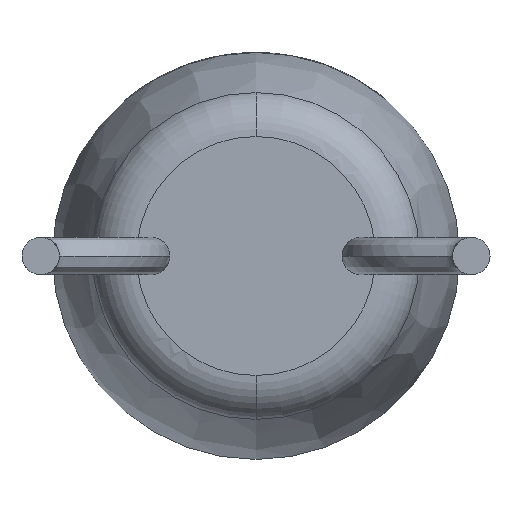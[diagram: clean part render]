
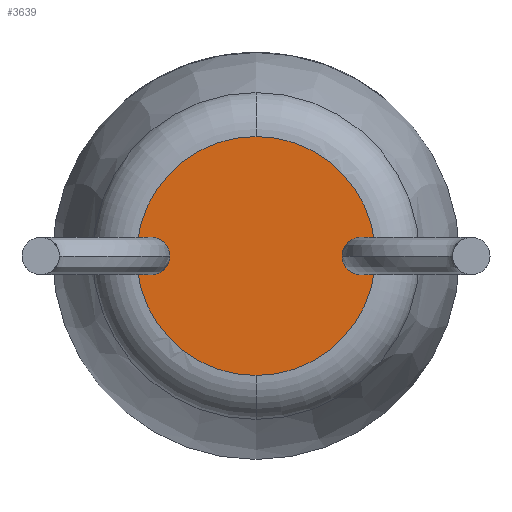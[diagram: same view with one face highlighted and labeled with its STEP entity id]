
A CAD part, front view. The second image highlights one B-rep face of the part: STEP entity #3639.
In plain terms, the highlighted planar face has unit normal (0, -1, 0).
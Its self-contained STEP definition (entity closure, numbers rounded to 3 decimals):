
#5 = AXIS2_PLACEMENT_3D ( 'NONE', #1757, #668, #2542 ) ;
#24 = EDGE_CURVE ( 'NONE', #2348, #2731, #4557, .T. ) ;
#108 = CIRCLE ( 'NONE', #701, 0.275 ) ;
#142 = CIRCLE ( 'NONE', #3736, 0.275 ) ;
#194 = ORIENTED_EDGE ( 'NONE', *, *, #24, .T. ) ;
#293 = DIRECTION ( 'NONE',  ( 0., -1., 0. ) ) ;
#364 = CIRCLE ( 'NONE', #4273, 0.275 ) ;
#380 = CARTESIAN_POINT ( 'NONE',  ( 0., 0., 0. ) ) ;
#449 = CARTESIAN_POINT ( 'NONE',  ( 1.752, 0., 0.183 ) ) ;
#481 = AXIS2_PLACEMENT_3D ( 'NONE', #4081, #3391, #1164 ) ;
#593 = ORIENTED_EDGE ( 'NONE', *, *, #1790, .F. ) ;
#647 = FACE_OUTER_BOUND ( 'NONE', #3102, .T. ) ;
#652 = CIRCLE ( 'NONE', #2201, 0.275 ) ;
#668 = DIRECTION ( 'NONE',  ( 0., -1., 0. ) ) ;
#687 = CARTESIAN_POINT ( 'NONE',  ( 0., 0., 1.762 ) ) ;
#701 = AXIS2_PLACEMENT_3D ( 'NONE', #3082, #3449, #2346 ) ;
#712 = ORIENTED_EDGE ( 'NONE', *, *, #991, .T. ) ;
#754 = ORIENTED_EDGE ( 'NONE', *, *, #3753, .F. ) ;
#991 = EDGE_CURVE ( 'NONE', #2383, #1753, #3978, .T. ) ;
#1012 = ORIENTED_EDGE ( 'NONE', *, *, #3964, .F. ) ;
#1027 = AXIS2_PLACEMENT_3D ( 'NONE', #4257, #293, #2116 ) ;
#1124 = VERTEX_POINT ( 'NONE', #4428 ) ;
#1164 = DIRECTION ( 'NONE',  ( 0., 0., 1. ) ) ;
#1170 = DIRECTION ( 'NONE',  ( 0., -1., 0. ) ) ;
#1233 = ORIENTED_EDGE ( 'NONE', *, *, #2222, .T. ) ;
#1292 = VERTEX_POINT ( 'NONE', #2173 ) ;
#1395 = CARTESIAN_POINT ( 'NONE',  ( 0., 0., 0. ) ) ;
#1477 = PLANE ( 'NONE',  #4435 ) ;
#1492 = DIRECTION ( 'NONE',  ( 0., 0., -1. ) ) ;
#1598 = VERTEX_POINT ( 'NONE', #1665 ) ;
#1634 = ORIENTED_EDGE ( 'NONE', *, *, #2824, .T. ) ;
#1665 = CARTESIAN_POINT ( 'NONE',  ( -1.547, 0., 0.275 ) ) ;
#1728 = CIRCLE ( 'NONE', #3879, 0.275 ) ;
#1753 = VERTEX_POINT ( 'NONE', #2241 ) ;
#1757 = CARTESIAN_POINT ( 'NONE',  ( 0., 0., 0. ) ) ;
#1790 = EDGE_CURVE ( 'NONE', #3958, #1598, #142, .T. ) ;
#1840 = CARTESIAN_POINT ( 'NONE',  ( 1.547, 0., 0.275 ) ) ;
#1931 = CIRCLE ( 'NONE', #4398, 1.762 ) ;
#1972 = CARTESIAN_POINT ( 'NONE',  ( 1.547, 0., 0. ) ) ;
#2009 = CARTESIAN_POINT ( 'NONE',  ( -1.547, 0., -0.275 ) ) ;
#2063 = EDGE_CURVE ( 'NONE', #3035, #2383, #1931, .T. ) ;
#2099 = CARTESIAN_POINT ( 'NONE',  ( -1.752, 0., -0.183 ) ) ;
#2116 = DIRECTION ( 'NONE',  ( 0., 0., 1. ) ) ;
#2162 = ORIENTED_EDGE ( 'NONE', *, *, #3050, .T. ) ;
#2163 = DIRECTION ( 'NONE',  ( 0., 0., 1. ) ) ;
#2173 = CARTESIAN_POINT ( 'NONE',  ( 1.547, 0., -0.275 ) ) ;
#2201 = AXIS2_PLACEMENT_3D ( 'NONE', #4388, #3313, #1492 ) ;
#2222 = EDGE_CURVE ( 'NONE', #1124, #1292, #364, .T. ) ;
#2241 = CARTESIAN_POINT ( 'NONE',  ( -1.752, 0., 0.183 ) ) ;
#2346 = DIRECTION ( 'NONE',  ( 0., 0., -1. ) ) ;
#2348 = VERTEX_POINT ( 'NONE', #2099 ) ;
#2383 = VERTEX_POINT ( 'NONE', #687 ) ;
#2403 = CARTESIAN_POINT ( 'NONE',  ( 1.547, 0., 0. ) ) ;
#2407 = DIRECTION ( 'NONE',  ( 0., -1., 0. ) ) ;
#2500 = ORIENTED_EDGE ( 'NONE', *, *, #3811, .T. ) ;
#2533 = DIRECTION ( 'NONE',  ( 0., -1., 0. ) ) ;
#2542 = DIRECTION ( 'NONE',  ( 0., 0., 1. ) ) ;
#2613 = DIRECTION ( 'NONE',  ( 0., 1., 0. ) ) ;
#2666 = CARTESIAN_POINT ( 'NONE',  ( -1.547, 0., 0. ) ) ;
#2692 = CIRCLE ( 'NONE', #5, 1.762 ) ;
#2731 = VERTEX_POINT ( 'NONE', #2810 ) ;
#2755 = AXIS2_PLACEMENT_3D ( 'NONE', #2666, #1170, #4449 ) ;
#2810 = CARTESIAN_POINT ( 'NONE',  ( 0., 0., -1.762 ) ) ;
#2824 = EDGE_CURVE ( 'NONE', #2731, #1124, #2692, .T. ) ;
#3035 = VERTEX_POINT ( 'NONE', #449 ) ;
#3050 = EDGE_CURVE ( 'NONE', #3647, #3035, #652, .T. ) ;
#3082 = CARTESIAN_POINT ( 'NONE',  ( -1.547, 0., 0. ) ) ;
#3102 = EDGE_LOOP ( 'NONE', ( #194, #1634, #1233, #2500, #2162, #3239, #712, #1012, #593, #754 ) ) ;
#3239 = ORIENTED_EDGE ( 'NONE', *, *, #2063, .T. ) ;
#3313 = DIRECTION ( 'NONE',  ( 0., 1., 0. ) ) ;
#3391 = DIRECTION ( 'NONE',  ( 0., -1., 0. ) ) ;
#3449 = DIRECTION ( 'NONE',  ( 0., -1., 0. ) ) ;
#3544 = CIRCLE ( 'NONE', #2755, 0.275 ) ;
#3639 = ADVANCED_FACE ( 'NONE', ( #647 ), #1477, .F. ) ;
#3647 = VERTEX_POINT ( 'NONE', #1840 ) ;
#3736 = AXIS2_PLACEMENT_3D ( 'NONE', #3895, #2407, #4624 ) ;
#3753 = EDGE_CURVE ( 'NONE', #2348, #3958, #3544, .T. ) ;
#3811 = EDGE_CURVE ( 'NONE', #1292, #3647, #1728, .T. ) ;
#3879 = AXIS2_PLACEMENT_3D ( 'NONE', #1972, #4137, #4491 ) ;
#3880 = DIRECTION ( 'NONE',  ( 0., 0., -1. ) ) ;
#3895 = CARTESIAN_POINT ( 'NONE',  ( -1.547, 0., 0. ) ) ;
#3958 = VERTEX_POINT ( 'NONE', #2009 ) ;
#3964 = EDGE_CURVE ( 'NONE', #1598, #1753, #108, .T. ) ;
#3978 = CIRCLE ( 'NONE', #481, 1.762 ) ;
#4016 = DIRECTION ( 'NONE',  ( 0., 0., 1. ) ) ;
#4081 = CARTESIAN_POINT ( 'NONE',  ( 0., 0., 0. ) ) ;
#4137 = DIRECTION ( 'NONE',  ( 0., 1., 0. ) ) ;
#4165 = DIRECTION ( 'NONE',  ( 0., 1., 0. ) ) ;
#4257 = CARTESIAN_POINT ( 'NONE',  ( 0., 0., 0. ) ) ;
#4273 = AXIS2_PLACEMENT_3D ( 'NONE', #2403, #4165, #3880 ) ;
#4388 = CARTESIAN_POINT ( 'NONE',  ( 1.547, 0., 0. ) ) ;
#4398 = AXIS2_PLACEMENT_3D ( 'NONE', #1395, #2533, #2163 ) ;
#4428 = CARTESIAN_POINT ( 'NONE',  ( 1.752, 0., -0.183 ) ) ;
#4435 = AXIS2_PLACEMENT_3D ( 'NONE', #380, #2613, #4016 ) ;
#4449 = DIRECTION ( 'NONE',  ( 0., 0., -1. ) ) ;
#4491 = DIRECTION ( 'NONE',  ( 0., 0., -1. ) ) ;
#4557 = CIRCLE ( 'NONE', #1027, 1.762 ) ;
#4624 = DIRECTION ( 'NONE',  ( 0., 0., -1. ) ) ;
